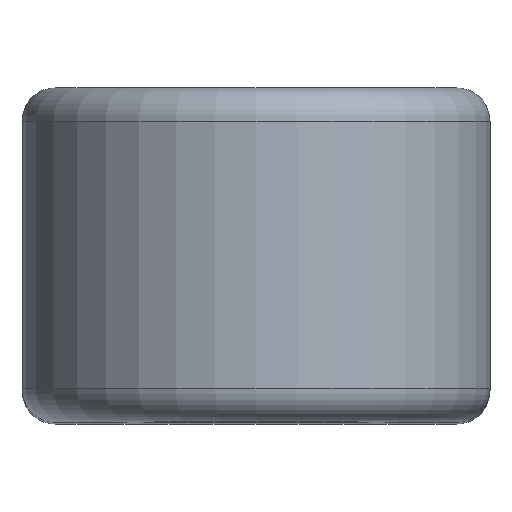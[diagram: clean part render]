
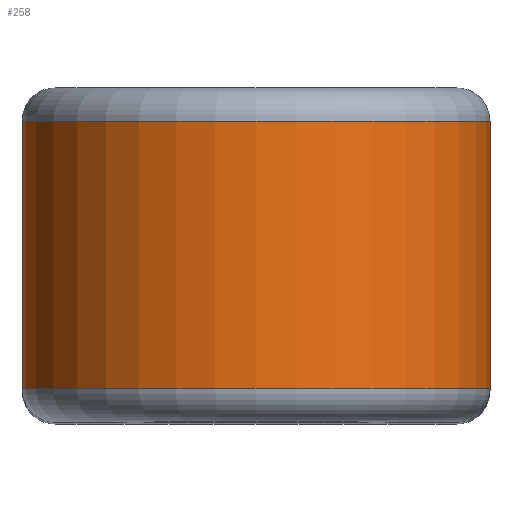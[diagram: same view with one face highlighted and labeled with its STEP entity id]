
A CAD part, top view. The second image highlights one B-rep face of the part: STEP entity #258.
In plain terms, the highlighted cylindrical face has radius 3.5 mm (diameter 7 mm), a partial arc.
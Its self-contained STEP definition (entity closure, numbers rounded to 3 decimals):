
#29=LINE('',#439,#43);
#34=LINE('',#467,#48);
#43=VECTOR('',#353,10.);
#48=VECTOR('',#390,10.);
#58=CYLINDRICAL_SURFACE('',#318,3.5);
#75=FACE_OUTER_BOUND('',#95,.T.);
#95=EDGE_LOOP('',(#234,#235,#236,#237));
#103=CIRCLE('',#292,3.5);
#111=CIRCLE('',#307,3.5);
#120=VERTEX_POINT('',#420);
#122=VERTEX_POINT('',#426);
#125=VERTEX_POINT('',#437);
#132=VERTEX_POINT('',#459);
#145=EDGE_CURVE('',#120,#122,#103,.T.);
#150=EDGE_CURVE('',#125,#120,#29,.T.);
#160=EDGE_CURVE('',#132,#125,#111,.T.);
#164=EDGE_CURVE('',#132,#122,#34,.T.);
#234=ORIENTED_EDGE('',*,*,#145,.F.);
#235=ORIENTED_EDGE('',*,*,#150,.F.);
#236=ORIENTED_EDGE('',*,*,#160,.F.);
#237=ORIENTED_EDGE('',*,*,#164,.T.);
#258=ADVANCED_FACE('',(#75),#58,.T.);
#292=AXIS2_PLACEMENT_3D('',#430,#343,#344);
#307=AXIS2_PLACEMENT_3D('',#461,#380,#381);
#318=AXIS2_PLACEMENT_3D('',#480,#407,#408);
#343=DIRECTION('center_axis',(0.,1.,0.));
#344=DIRECTION('ref_axis',(0.,0.,1.));
#353=DIRECTION('',(0.,1.,0.));
#380=DIRECTION('center_axis',(0.,-1.,0.));
#381=DIRECTION('ref_axis',(0.,0.,1.));
#390=DIRECTION('',(0.,1.,0.));
#407=DIRECTION('center_axis',(0.,1.,0.));
#408=DIRECTION('ref_axis',(-1.,0.,0.));
#420=CARTESIAN_POINT('',(-3.5,4.5,0.));
#426=CARTESIAN_POINT('',(3.5,4.5,0.));
#430=CARTESIAN_POINT('Origin',(0.,4.5,0.));
#437=CARTESIAN_POINT('',(-3.5,0.5,0.));
#439=CARTESIAN_POINT('',(-3.5,0.,0.));
#459=CARTESIAN_POINT('',(3.5,0.5,0.));
#461=CARTESIAN_POINT('Origin',(0.,0.5,0.));
#467=CARTESIAN_POINT('',(3.5,0.,0.));
#480=CARTESIAN_POINT('Origin',(0.,0.,0.));
